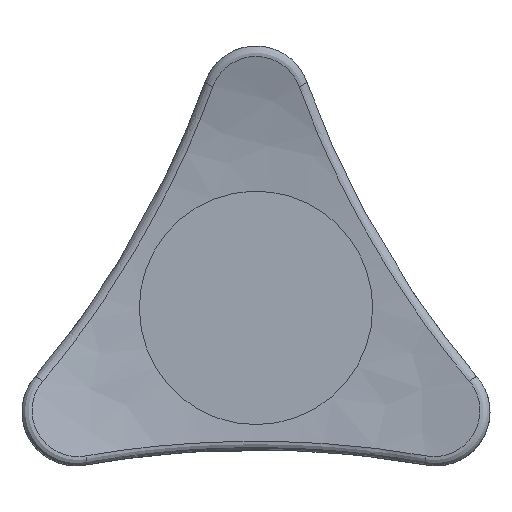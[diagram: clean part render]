
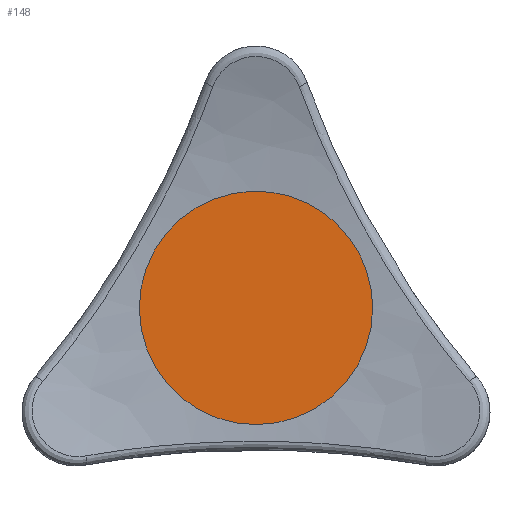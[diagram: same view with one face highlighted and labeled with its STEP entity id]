
A CAD part, top view. The second image highlights one B-rep face of the part: STEP entity #148.
In plain terms, the highlighted planar face has unit normal (0, 0, 1).
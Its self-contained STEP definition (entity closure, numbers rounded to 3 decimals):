
#148 = ADVANCED_FACE( '', ( #309 ), #310, .F. );
#309 = FACE_OUTER_BOUND( '', #3129, .T. );
#310 = PLANE( '', #3130 );
#3129 = EDGE_LOOP( '', ( #3544 ) );
#3130 = AXIS2_PLACEMENT_3D( '', #3545, #3546, #3547 );
#3544 = ORIENTED_EDGE( '', *, *, #3704, .T. );
#3545 = CARTESIAN_POINT( '', ( 0., 0., 20. ) );
#3546 = DIRECTION( '', ( 0., 0., -1. ) );
#3547 = DIRECTION( '', ( -1., 0., 0. ) );
#3704 = EDGE_CURVE( '', #3879, #3879, #3880, .T. );
#3879 = VERTEX_POINT( '', #5426 );
#3880 = CIRCLE( '', #5427, 7.575 );
#5426 = CARTESIAN_POINT( '', ( 7.575, 0., 20. ) );
#5427 = AXIS2_PLACEMENT_3D( '', #5628, #5629, #5630 );
#5628 = CARTESIAN_POINT( '', ( 0., 0., 20. ) );
#5629 = DIRECTION( '', ( 0., 0., 1. ) );
#5630 = DIRECTION( '', ( 1., 0., 0. ) );
